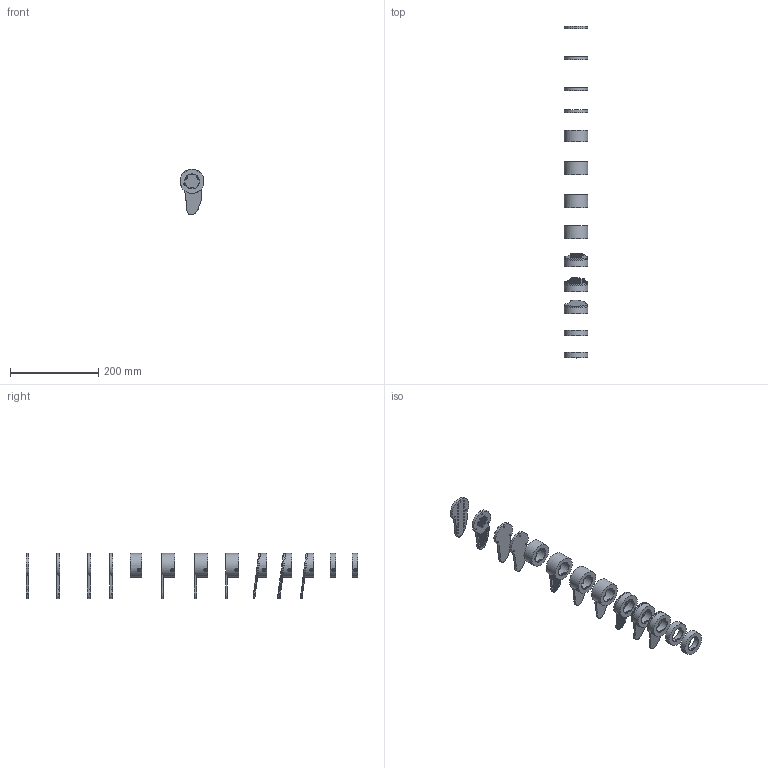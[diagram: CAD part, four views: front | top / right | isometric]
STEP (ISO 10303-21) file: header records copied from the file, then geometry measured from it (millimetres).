
FILE_DESCRIPTION(/* description */ (''),/* implementation_level */ '2;1');
FILE_NAME(/* name */ 'e00bd61d-4727-4344-8c57-3cf85870ccf2.stp',/* time_stamp */ '2019-09-10T11:25:09-06:00',/* author */ ('sridharPR5JY'),/* organization */ (''),/* preprocessor_version */ 'ST-DEVELOPER v18',/* originating_system */ 'Autodesk Translation Framework v8.2.0.1029',/* authorisation */ '');
FILE_SCHEMA (('AUTOMOTIVE_DESIGN { 1 0 10303 214 3 1 1 }'));
Length unit declared in the file: millimetre
Products named in the file (1): ARMS_LEFT
Bounding box: 54 x 751.5 x 103.07 mm (x, y, z)
Volume: 428312.9 mm3; surface area: 159295.5 mm2
Topology: 13 solids, 13 shells, 1288 faces, 2991 edges, 1912 vertices
Faces by surface type: cylinder 596, plane 350, bspline 234, torus 108
Full cylindrical faces by diameter (mm): 3 x9, 3.05 x20, 3.4 x20, 4.1 x139, 4.8 x148, 6 x9, 6.5 x12, 33.3 x9, 54 x9
Entity records: 42901 total; most frequent: CARTESIAN_POINT 12639, DIRECTION 6410, ORIENTED_EDGE 5982, EDGE_CURVE 2991, AXIS2_PLACEMENT_3D 2684, VERTEX_POINT 1912, EDGE_LOOP 1837, CIRCLE 1556
